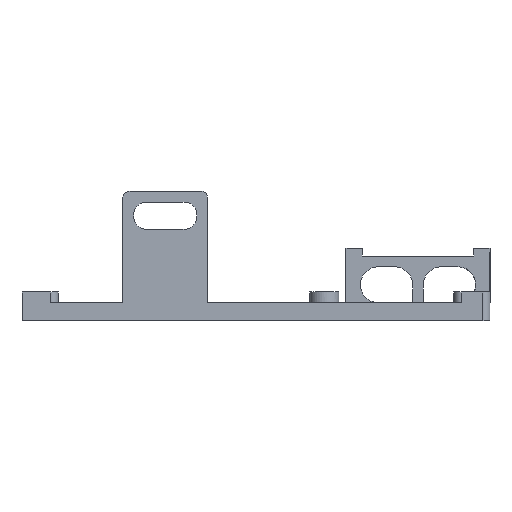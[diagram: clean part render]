
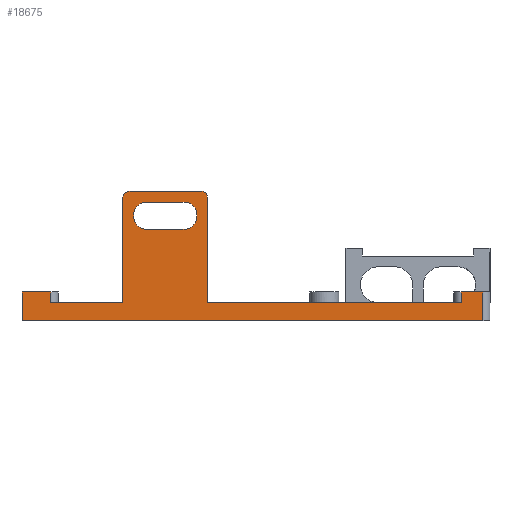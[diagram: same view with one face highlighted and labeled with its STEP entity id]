
A CAD part, front view. The second image highlights one B-rep face of the part: STEP entity #18675.
In plain terms, the highlighted planar face has unit normal (0, -1, 0).
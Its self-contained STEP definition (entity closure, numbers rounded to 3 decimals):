
#335=FACE_BOUND('',#2040,.T.);
#529=CIRCLE('',#19768,2.);
#530=CIRCLE('',#19771,2.);
#531=CIRCLE('',#19772,3.6);
#532=CIRCLE('',#19773,3.6);
#533=CIRCLE('',#19774,3.6);
#534=CIRCLE('',#19775,3.6);
#843=FACE_OUTER_BOUND('',#2039,.T.);
#2039=EDGE_LOOP('',(#14650,#14651,#14652,#14653,#14654,#14655,#14656,#14657,
#14658,#14659,#14660,#14661,#14662,#14663));
#2040=EDGE_LOOP('',(#14664,#14665,#14666,#14667,#14668,#14669,#14670,#14671));
#2994=LINE('',#25820,#5478);
#3026=LINE('',#25909,#5510);
#3800=LINE('',#27590,#6284);
#4520=LINE('',#29091,#7004);
#4539=LINE('',#29147,#7023);
#4541=LINE('',#29151,#7025);
#4542=LINE('',#29154,#7026);
#4543=LINE('',#29156,#7027);
#4544=LINE('',#29157,#7028);
#4545=LINE('',#29159,#7029);
#4546=LINE('',#29161,#7030);
#4547=LINE('',#29162,#7031);
#4548=LINE('',#29167,#7032);
#4549=LINE('',#29171,#7033);
#4550=LINE('',#29175,#7034);
#4551=LINE('',#29178,#7035);
#5478=VECTOR('',#20944,10.);
#5510=VECTOR('',#21006,10.);
#6284=VECTOR('',#22060,10.);
#7004=VECTOR('',#22950,10.);
#7023=VECTOR('',#23001,10.);
#7025=VECTOR('',#23005,10.);
#7026=VECTOR('',#23008,10.);
#7027=VECTOR('',#23009,10.);
#7028=VECTOR('',#23010,10.);
#7029=VECTOR('',#23011,10.);
#7030=VECTOR('',#23012,10.);
#7031=VECTOR('',#23013,10.);
#7032=VECTOR('',#23016,10.);
#7033=VECTOR('',#23019,10.);
#7034=VECTOR('',#23022,10.);
#7035=VECTOR('',#23025,10.);
#7959=VERTEX_POINT('',#25817);
#7960=VERTEX_POINT('',#25819);
#8001=VERTEX_POINT('',#25906);
#8002=VERTEX_POINT('',#25908);
#8768=VERTEX_POINT('',#27587);
#8769=VERTEX_POINT('',#27589);
#9465=VERTEX_POINT('',#29090);
#9485=VERTEX_POINT('',#29141);
#9486=VERTEX_POINT('',#29143);
#9487=VERTEX_POINT('',#29150);
#9488=VERTEX_POINT('',#29152);
#9489=VERTEX_POINT('',#29155);
#9490=VERTEX_POINT('',#29158);
#9491=VERTEX_POINT('',#29160);
#9492=VERTEX_POINT('',#29163);
#9493=VERTEX_POINT('',#29164);
#9494=VERTEX_POINT('',#29166);
#9495=VERTEX_POINT('',#29168);
#9496=VERTEX_POINT('',#29170);
#9497=VERTEX_POINT('',#29172);
#9498=VERTEX_POINT('',#29174);
#9499=VERTEX_POINT('',#29176);
#9804=EDGE_CURVE('',#7959,#7960,#2994,.T.);
#9851=EDGE_CURVE('',#8001,#8002,#3026,.T.);
#10702=EDGE_CURVE('',#8769,#8768,#3800,.T.);
#11465=EDGE_CURVE('',#8769,#9465,#4520,.T.);
#11492=EDGE_CURVE('',#9485,#9486,#529,.T.);
#11494=EDGE_CURVE('',#9486,#7959,#4539,.T.);
#11496=EDGE_CURVE('',#9487,#9485,#4541,.T.);
#11497=EDGE_CURVE('',#9488,#9487,#530,.T.);
#11498=EDGE_CURVE('',#8002,#9488,#4542,.T.);
#11499=EDGE_CURVE('',#9489,#8001,#4543,.T.);
#11500=EDGE_CURVE('',#9465,#9489,#4544,.T.);
#11501=EDGE_CURVE('',#9490,#8768,#4545,.T.);
#11502=EDGE_CURVE('',#9491,#9490,#4546,.T.);
#11503=EDGE_CURVE('',#7960,#9491,#4547,.T.);
#11504=EDGE_CURVE('',#9492,#9493,#531,.T.);
#11505=EDGE_CURVE('',#9492,#9494,#4548,.T.);
#11506=EDGE_CURVE('',#9495,#9494,#532,.T.);
#11507=EDGE_CURVE('',#9495,#9496,#4549,.T.);
#11508=EDGE_CURVE('',#9497,#9496,#533,.T.);
#11509=EDGE_CURVE('',#9497,#9498,#4550,.T.);
#11510=EDGE_CURVE('',#9499,#9498,#534,.T.);
#11511=EDGE_CURVE('',#9499,#9493,#4551,.T.);
#14650=ORIENTED_EDGE('',*,*,#11492,.F.);
#14651=ORIENTED_EDGE('',*,*,#11496,.F.);
#14652=ORIENTED_EDGE('',*,*,#11497,.F.);
#14653=ORIENTED_EDGE('',*,*,#11498,.F.);
#14654=ORIENTED_EDGE('',*,*,#9851,.F.);
#14655=ORIENTED_EDGE('',*,*,#11499,.F.);
#14656=ORIENTED_EDGE('',*,*,#11500,.F.);
#14657=ORIENTED_EDGE('',*,*,#11465,.F.);
#14658=ORIENTED_EDGE('',*,*,#10702,.T.);
#14659=ORIENTED_EDGE('',*,*,#11501,.F.);
#14660=ORIENTED_EDGE('',*,*,#11502,.F.);
#14661=ORIENTED_EDGE('',*,*,#11503,.F.);
#14662=ORIENTED_EDGE('',*,*,#9804,.F.);
#14663=ORIENTED_EDGE('',*,*,#11494,.F.);
#14664=ORIENTED_EDGE('',*,*,#11504,.F.);
#14665=ORIENTED_EDGE('',*,*,#11505,.T.);
#14666=ORIENTED_EDGE('',*,*,#11506,.F.);
#14667=ORIENTED_EDGE('',*,*,#11507,.T.);
#14668=ORIENTED_EDGE('',*,*,#11508,.F.);
#14669=ORIENTED_EDGE('',*,*,#11509,.T.);
#14670=ORIENTED_EDGE('',*,*,#11510,.F.);
#14671=ORIENTED_EDGE('',*,*,#11511,.T.);
#17830=PLANE('',#19770);
#18675=ADVANCED_FACE('',(#843,#335),#17830,.T.);
#19768=AXIS2_PLACEMENT_3D('',#29144,#22996,#22997);
#19770=AXIS2_PLACEMENT_3D('',#29149,#23003,#23004);
#19771=AXIS2_PLACEMENT_3D('',#29153,#23006,#23007);
#19772=AXIS2_PLACEMENT_3D('',#29165,#23014,#23015);
#19773=AXIS2_PLACEMENT_3D('',#29169,#23017,#23018);
#19774=AXIS2_PLACEMENT_3D('',#29173,#23020,#23021);
#19775=AXIS2_PLACEMENT_3D('',#29177,#23023,#23024);
#20944=DIRECTION('',(1.,0.,0.));
#21006=DIRECTION('',(1.,0.,0.));
#22060=DIRECTION('',(1.,0.,0.));
#22950=DIRECTION('',(0.,0.,1.));
#22996=DIRECTION('center_axis',(0.,1.,0.));
#22997=DIRECTION('ref_axis',(0.707,0.,0.707));
#23001=DIRECTION('',(0.,0.,-1.));
#23003=DIRECTION('center_axis',(0.,-1.,0.));
#23004=DIRECTION('ref_axis',(1.,0.,0.));
#23005=DIRECTION('',(1.,0.,0.));
#23006=DIRECTION('center_axis',(0.,1.,0.));
#23007=DIRECTION('ref_axis',(-0.707,0.,0.707));
#23008=DIRECTION('',(0.,0.,1.));
#23009=DIRECTION('',(0.,0.,-1.));
#23010=DIRECTION('',(1.,0.,0.));
#23011=DIRECTION('',(0.,0.,-1.));
#23012=DIRECTION('',(1.,0.,0.));
#23013=DIRECTION('',(0.,0.,1.));
#23014=DIRECTION('center_axis',(0.,-1.,0.));
#23015=DIRECTION('ref_axis',(-0.707,0.,0.707));
#23016=DIRECTION('',(1.,0.,0.));
#23017=DIRECTION('center_axis',(0.,-1.,0.));
#23018=DIRECTION('ref_axis',(0.707,0.,0.707));
#23019=DIRECTION('',(0.,0.,-1.));
#23020=DIRECTION('center_axis',(0.,-1.,0.));
#23021=DIRECTION('ref_axis',(0.707,0.,-0.707));
#23022=DIRECTION('',(-1.,0.,0.));
#23023=DIRECTION('center_axis',(0.,-1.,0.));
#23024=DIRECTION('ref_axis',(-0.707,0.,-0.707));
#23025=DIRECTION('',(0.,0.,1.));
#25817=CARTESIAN_POINT('',(-13.4,-65.,5.));
#25819=CARTESIAN_POINT('',(57.,-65.,5.));
#25820=CARTESIAN_POINT('',(53.041,-65.,5.));
#25906=CARTESIAN_POINT('',(-57.,-65.,5.));
#25908=CARTESIAN_POINT('',(-37.,-65.,5.));
#25909=CARTESIAN_POINT('',(53.041,-65.,5.));
#27587=CARTESIAN_POINT('',(63.,-65.,0.));
#27589=CARTESIAN_POINT('',(-65.,-65.,0.));
#27590=CARTESIAN_POINT('',(53.041,-65.,0.));
#29090=CARTESIAN_POINT('',(-65.,-65.,8.));
#29091=CARTESIAN_POINT('',(-65.,-65.,0.));
#29141=CARTESIAN_POINT('',(-15.4,-65.,36.));
#29143=CARTESIAN_POINT('',(-13.4,-65.,34.));
#29144=CARTESIAN_POINT('Origin',(-15.4,-65.,34.));
#29147=CARTESIAN_POINT('',(-13.4,-65.,4.));
#29149=CARTESIAN_POINT('Origin',(-46.709,-65.,0.));
#29150=CARTESIAN_POINT('',(-35.,-65.,36.));
#29151=CARTESIAN_POINT('',(-37.,-65.,36.));
#29152=CARTESIAN_POINT('',(-37.,-65.,34.));
#29153=CARTESIAN_POINT('Origin',(-35.,-65.,34.));
#29154=CARTESIAN_POINT('',(-37.,-65.,4.));
#29155=CARTESIAN_POINT('',(-57.,-65.,8.));
#29156=CARTESIAN_POINT('',(-57.,-65.,0.));
#29157=CARTESIAN_POINT('',(65.,-65.,8.));
#29158=CARTESIAN_POINT('',(63.,-65.,8.));
#29159=CARTESIAN_POINT('',(63.,-65.,0.));
#29160=CARTESIAN_POINT('',(57.,-65.,8.));
#29161=CARTESIAN_POINT('',(65.,-65.,8.));
#29162=CARTESIAN_POINT('',(57.,-65.,0.));
#29163=CARTESIAN_POINT('',(-30.4,-65.,33.));
#29164=CARTESIAN_POINT('',(-34.,-65.,29.4));
#29165=CARTESIAN_POINT('Origin',(-30.4,-65.,29.4));
#29166=CARTESIAN_POINT('',(-20.,-65.,33.));
#29167=CARTESIAN_POINT('',(-34.,-65.,33.));
#29168=CARTESIAN_POINT('',(-16.4,-65.,29.4));
#29169=CARTESIAN_POINT('Origin',(-20.,-65.,29.4));
#29170=CARTESIAN_POINT('',(-16.4,-65.,29.));
#29171=CARTESIAN_POINT('',(-16.4,-65.,33.));
#29172=CARTESIAN_POINT('',(-20.,-65.,25.4));
#29173=CARTESIAN_POINT('Origin',(-20.,-65.,29.));
#29174=CARTESIAN_POINT('',(-30.4,-65.,25.4));
#29175=CARTESIAN_POINT('',(-16.4,-65.,25.4));
#29176=CARTESIAN_POINT('',(-34.,-65.,29.));
#29177=CARTESIAN_POINT('Origin',(-30.4,-65.,29.));
#29178=CARTESIAN_POINT('',(-34.,-65.,25.4));
